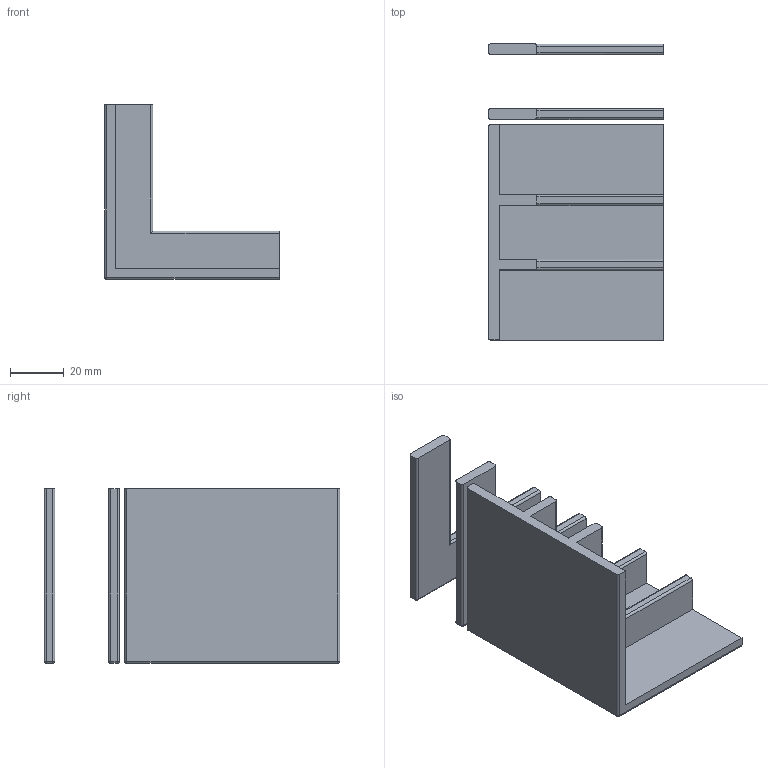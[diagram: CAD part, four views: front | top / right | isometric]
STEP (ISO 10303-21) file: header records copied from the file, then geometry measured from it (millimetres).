
FILE_DESCRIPTION(('Open CASCADE Model'),'2;1');
FILE_NAME('Open CASCADE Shape Model','2023-04-13T10:43:42',('Author'),( 'Open CASCADE'),'Open CASCADE STEP processor 7.6','Open CASCADE 7.6' ,'Unknown');
FILE_SCHEMA(('AUTOMOTIVE_DESIGN { 1 0 10303 214 1 1 1 1 }'));
Length unit declared in the file: millimetre
Products named in the file (5): Open CASCADE STEP translator 7.6 10; Open CASCADE STEP translator 7.6 10.1; Open CASCADE STEP translator 7.6 10.1.1; Open CASCADE STEP translator 7.6 10.1.2; Open CASCADE STEP translator 7.6 10.1.3
Assembly tree (4 placements, depth 3):
  Open CASCADE STEP translator 7.6 10
    Open CASCADE STEP translator 7.6 10.1
      Open CASCADE STEP translator 7.6 10.1.1
      Open CASCADE STEP translator 7.6 10.1.2
      Open CASCADE STEP translator 7.6 10.1.3
Bounding box: 65 x 110 x 65 mm (x, y, z)
Volume: 68321.6 mm3; surface area: 37440.1 mm2
Topology: 3 solids, 3 shells, 73 faces, 181 edges, 108 vertices
Faces by surface type: plane 36, cylinder 31, sphere 6
Entity records: 4527 total; most frequent: CARTESIAN_POINT 950, DIRECTION 662, LINE 384, VECTOR 384, ORIENTED_EDGE 350, PCURVE 350, DEFINITIONAL_REPRESENTATION 350, EDGE_CURVE 175
